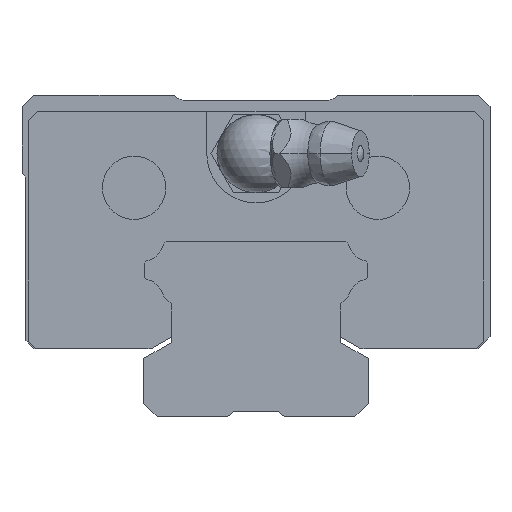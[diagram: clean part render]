
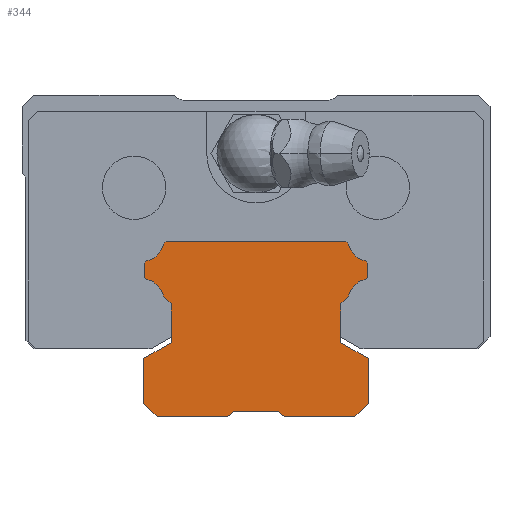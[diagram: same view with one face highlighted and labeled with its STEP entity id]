
A CAD part, front view. The second image highlights one B-rep face of the part: STEP entity #344.
In plain terms, the highlighted planar face has unit normal (0, -1, 0).
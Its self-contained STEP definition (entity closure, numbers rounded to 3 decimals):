
#344=ADVANCED_FACE('',(#728),#729,.T.);
#728=FACE_OUTER_BOUND('',#1198,.T.);
#729=PLANE('',#1199);
#1198=EDGE_LOOP('',(#2647,#2648,#2649,#2650,#2651,#2652,#2653,#2654,#2655,#2656,#2657,#2658,#2659,#2660,#2661,#2662,#2663,#2664,#2665,#2666,#2667,#2668,#2669,#2670,#2671,#2672,#2673,#2674));
#1199=AXIS2_PLACEMENT_3D('',#2675,#2676,#2677);
#2647=ORIENTED_EDGE('',*,*,#3218,.T.);
#2648=ORIENTED_EDGE('',*,*,#3299,.T.);
#2649=ORIENTED_EDGE('',*,*,#3318,.F.);
#2650=ORIENTED_EDGE('',*,*,#3282,.T.);
#2651=ORIENTED_EDGE('',*,*,#3249,.T.);
#2652=ORIENTED_EDGE('',*,*,#3319,.T.);
#2653=ORIENTED_EDGE('',*,*,#3287,.F.);
#2654=ORIENTED_EDGE('',*,*,#3320,.T.);
#2655=ORIENTED_EDGE('',*,*,#3254,.T.);
#2656=ORIENTED_EDGE('',*,*,#3321,.T.);
#2657=ORIENTED_EDGE('',*,*,#3294,.F.);
#2658=ORIENTED_EDGE('',*,*,#3317,.F.);
#2659=ORIENTED_EDGE('',*,*,#3297,.T.);
#2660=ORIENTED_EDGE('',*,*,#3243,.F.);
#2661=ORIENTED_EDGE('',*,*,#3322,.F.);
#2662=ORIENTED_EDGE('',*,*,#3323,.F.);
#2663=ORIENTED_EDGE('',*,*,#3324,.F.);
#2664=ORIENTED_EDGE('',*,*,#3290,.F.);
#2665=ORIENTED_EDGE('',*,*,#3315,.T.);
#2666=ORIENTED_EDGE('',*,*,#3325,.F.);
#2667=ORIENTED_EDGE('',*,*,#3326,.T.);
#2668=ORIENTED_EDGE('',*,*,#3224,.F.);
#2669=ORIENTED_EDGE('',*,*,#3307,.F.);
#2670=ORIENTED_EDGE('',*,*,#3327,.F.);
#2671=ORIENTED_EDGE('',*,*,#3328,.F.);
#2672=ORIENTED_EDGE('',*,*,#3288,.T.);
#2673=ORIENTED_EDGE('',*,*,#3256,.T.);
#2674=ORIENTED_EDGE('',*,*,#3329,.F.);
#2675=CARTESIAN_POINT('',(-11.656,-110.0,17.556));
#2676=DIRECTION('',(0.0,-1.0,0.0));
#2677=DIRECTION('',(0.0,0.0,-1.0));
#3218=EDGE_CURVE('',#4001,#3999,#4002,.T.);
#3224=EDGE_CURVE('',#4012,#4013,#4014,.T.);
#3243=EDGE_CURVE('',#4041,#4042,#4043,.T.);
#3249=EDGE_CURVE('',#4051,#4052,#4053,.T.);
#3254=EDGE_CURVE('',#4061,#4059,#4062,.T.);
#3256=EDGE_CURVE('',#4064,#4065,#4066,.T.);
#3282=EDGE_CURVE('',#4110,#4051,#4111,.T.);
#3287=EDGE_CURVE('',#4116,#4114,#4118,.T.);
#3288=EDGE_CURVE('',#4119,#4064,#4120,.T.);
#3290=EDGE_CURVE('',#4122,#4123,#4124,.T.);
#3294=EDGE_CURVE('',#4128,#4129,#4130,.T.);
#3297=EDGE_CURVE('',#4133,#4042,#4134,.T.);
#3299=EDGE_CURVE('',#3999,#4136,#4137,.T.);
#3307=EDGE_CURVE('',#4147,#4012,#4148,.T.);
#3315=EDGE_CURVE('',#4122,#4156,#4157,.T.);
#3317=EDGE_CURVE('',#4133,#4128,#4159,.T.);
#3318=EDGE_CURVE('',#4110,#4136,#4160,.T.);
#3319=EDGE_CURVE('',#4052,#4114,#4161,.T.);
#3320=EDGE_CURVE('',#4116,#4061,#4162,.T.);
#3321=EDGE_CURVE('',#4059,#4129,#4163,.T.);
#3322=EDGE_CURVE('',#4164,#4041,#4165,.T.);
#3323=EDGE_CURVE('',#4166,#4164,#4167,.T.);
#3324=EDGE_CURVE('',#4123,#4166,#4168,.T.);
#3325=EDGE_CURVE('',#4169,#4156,#4170,.T.);
#3326=EDGE_CURVE('',#4169,#4013,#4171,.T.);
#3327=EDGE_CURVE('',#4172,#4147,#4173,.T.);
#3328=EDGE_CURVE('',#4119,#4172,#4174,.T.);
#3329=EDGE_CURVE('',#4001,#4065,#4175,.T.);
#3999=VERTEX_POINT('',#5258);
#4001=VERTEX_POINT('',#5261);
#4002=LINE('',#5262,#5263);
#4012=VERTEX_POINT('',#5277);
#4013=VERTEX_POINT('',#5278);
#4014=LINE('',#5279,#5280);
#4041=VERTEX_POINT('',#5310);
#4042=VERTEX_POINT('',#5311);
#4043=LINE('',#5312,#5313);
#4051=VERTEX_POINT('',#5326);
#4052=VERTEX_POINT('',#5327);
#4053=LINE('',#5328,#5329);
#4059=VERTEX_POINT('',#5338);
#4061=VERTEX_POINT('',#5341);
#4062=LINE('',#5342,#5343);
#4064=VERTEX_POINT('',#5346);
#4065=VERTEX_POINT('',#5347);
#4066=LINE('',#5348,#5349);
#4110=VERTEX_POINT('',#5414);
#4111=LINE('',#5415,#5416);
#4114=VERTEX_POINT('',#5420);
#4116=VERTEX_POINT('',#5423);
#4118=LINE('',#5426,#5427);
#4119=VERTEX_POINT('',#5428);
#4120=LINE('',#5429,#5430);
#4122=VERTEX_POINT('',#5433);
#4123=VERTEX_POINT('',#5434);
#4124=LINE('',#5435,#5436);
#4128=VERTEX_POINT('',#5442);
#4129=VERTEX_POINT('',#5443);
#4130=LINE('',#5444,#5445);
#4133=VERTEX_POINT('',#5450);
#4134=LINE('',#5451,#5452);
#4136=VERTEX_POINT('',#5455);
#4137=LINE('',#5456,#5457);
#4147=VERTEX_POINT('',#5468);
#4148=LINE('',#5469,#5470);
#4156=VERTEX_POINT('',#5480);
#4157=LINE('',#5481,#5482);
#4159=LINE('',#5485,#5486);
#4160=LINE('',#5487,#5488);
#4161=LINE('',#5489,#5490);
#4162=LINE('',#5491,#5492);
#4163=LINE('',#5493,#5494);
#4164=VERTEX_POINT('',#5495);
#4165=LINE('',#5496,#5497);
#4166=VERTEX_POINT('',#5498);
#4167=CIRCLE('',#5499,2.2);
#4168=LINE('',#5500,#5501);
#4169=VERTEX_POINT('',#5502);
#4170=CIRCLE('',#5503,2.2);
#4171=LINE('',#5504,#5505);
#4172=VERTEX_POINT('',#5506);
#4173=CIRCLE('',#5507,2.2);
#4174=LINE('',#5508,#5509);
#4175=CIRCLE('',#5510,2.2);
#5258=CARTESIAN_POINT('',(-8.7,-110.0,10.991));
#5261=CARTESIAN_POINT('',(-9.503,-110.0,11.794));
#5262=CARTESIAN_POINT('',(-9.503,-110.0,11.794));
#5263=VECTOR('',#6139,1000.0);
#5277=CARTESIAN_POINT('',(-9.209,-110.0,17.4));
#5278=CARTESIAN_POINT('',(9.209,-110.0,17.4));
#5279=CARTESIAN_POINT('',(-11.656,-110.0,17.4));
#5280=VECTOR('',#6147,1000.0);
#5310=CARTESIAN_POINT('',(8.7,-110.0,10.991));
#5311=CARTESIAN_POINT('',(8.7,-110.0,7.017));
#5312=CARTESIAN_POINT('',(8.7,-110.0,7.594));
#5313=VECTOR('',#6196,1000.0);
#5326=CARTESIAN_POINT('',(-11.5,-110.0,0.75));
#5327=CARTESIAN_POINT('',(-10.15,-110.0,-0.6));
#5328=CARTESIAN_POINT('',(-11.5,-110.0,0.75));
#5329=VECTOR('',#6202,1000.0);
#5338=CARTESIAN_POINT('',(2.9,-110.0,-0.6));
#5341=CARTESIAN_POINT('',(2.3,-110.0,0.0));
#5342=CARTESIAN_POINT('',(2.3,-110.0,0.0));
#5343=VECTOR('',#6207,1000.0);
#5346=CARTESIAN_POINT('',(-11.43,-110.0,13.721));
#5347=CARTESIAN_POINT('',(-11.206,-110.0,13.497));
#5348=CARTESIAN_POINT('',(-11.43,-110.0,13.721));
#5349=VECTOR('',#6209,1000.0);
#5414=CARTESIAN_POINT('',(-11.5,-110.0,5.4));
#5415=CARTESIAN_POINT('',(-11.5,-110.0,5.4));
#5416=VECTOR('',#6243,1000.0);
#5420=CARTESIAN_POINT('',(-2.9,-110.0,-0.6));
#5423=CARTESIAN_POINT('',(-2.3,-110.0,0.0));
#5426=CARTESIAN_POINT('',(-2.3,-110.0,0.0));
#5427=VECTOR('',#6250,1000.0);
#5428=CARTESIAN_POINT('',(-11.43,-110.0,15.179));
#5429=CARTESIAN_POINT('',(-11.43,-110.0,15.179));
#5430=VECTOR('',#6251,1000.0);
#5433=CARTESIAN_POINT('',(11.43,-110.0,15.179));
#5434=CARTESIAN_POINT('',(11.43,-110.0,13.721));
#5435=CARTESIAN_POINT('',(11.43,-110.0,15.179));
#5436=VECTOR('',#6253,1000.0);
#5442=CARTESIAN_POINT('',(11.5,-110.0,0.75));
#5443=CARTESIAN_POINT('',(10.15,-110.0,-0.6));
#5444=CARTESIAN_POINT('',(11.5,-110.0,0.75));
#5445=VECTOR('',#6259,1000.0);
#5450=CARTESIAN_POINT('',(11.5,-110.0,5.4));
#5451=CARTESIAN_POINT('',(11.5,-110.0,5.4));
#5452=VECTOR('',#6262,1000.0);
#5455=CARTESIAN_POINT('',(-8.7,-110.0,7.017));
#5456=CARTESIAN_POINT('',(-8.7,-110.0,7.594));
#5457=VECTOR('',#6264,1000.0);
#5468=CARTESIAN_POINT('',(-9.503,-110.0,17.106));
#5469=CARTESIAN_POINT('',(-9.503,-110.0,17.106));
#5470=VECTOR('',#6284,1000.0);
#5480=CARTESIAN_POINT('',(11.206,-110.0,15.403));
#5481=CARTESIAN_POINT('',(11.43,-110.0,15.179));
#5482=VECTOR('',#6302,1000.0);
#5485=CARTESIAN_POINT('',(11.5,-110.0,5.4));
#5486=VECTOR('',#6304,1000.0);
#5487=CARTESIAN_POINT('',(-11.5,-110.0,5.4));
#5488=VECTOR('',#6305,1000.0);
#5489=CARTESIAN_POINT('',(-10.15,-110.0,-0.6));
#5490=VECTOR('',#6306,1000.0);
#5491=CARTESIAN_POINT('',(-2.3,-110.0,0.0));
#5492=VECTOR('',#6307,1000.0);
#5493=CARTESIAN_POINT('',(2.9,-110.0,-0.6));
#5494=VECTOR('',#6308,1000.0);
#5495=CARTESIAN_POINT('',(9.503,-110.0,11.794));
#5496=CARTESIAN_POINT('',(9.503,-110.0,11.794));
#5497=VECTOR('',#6309,1000.0);
#5498=CARTESIAN_POINT('',(11.206,-110.0,13.497));
#5499=AXIS2_PLACEMENT_3D('',#6310,#6311,#6312);
#5500=CARTESIAN_POINT('',(11.43,-110.0,13.721));
#5501=VECTOR('',#6313,1000.0);
#5502=CARTESIAN_POINT('',(9.503,-110.0,17.106));
#5503=AXIS2_PLACEMENT_3D('',#6314,#6315,#6316);
#5504=CARTESIAN_POINT('',(9.503,-110.0,17.106));
#5505=VECTOR('',#6317,1000.0);
#5506=CARTESIAN_POINT('',(-11.206,-110.0,15.403));
#5507=AXIS2_PLACEMENT_3D('',#6318,#6319,#6320);
#5508=CARTESIAN_POINT('',(-11.43,-110.0,15.179));
#5509=VECTOR('',#6321,1000.0);
#5510=AXIS2_PLACEMENT_3D('',#6322,#6323,#6324);
#6139=DIRECTION('',(0.707,0.0,-0.707));
#6147=DIRECTION('',(1.0,0.0,0.0));
#6196=DIRECTION('',(0.0,0.0,-1.0));
#6202=DIRECTION('',(0.707,0.0,-0.707));
#6207=DIRECTION('',(0.707,0.0,-0.707));
#6209=DIRECTION('',(0.707,0.0,-0.707));
#6243=DIRECTION('',(0.0,0.0,-1.0));
#6250=DIRECTION('',(-0.707,0.0,-0.707));
#6251=DIRECTION('',(0.0,0.0,-1.0));
#6253=DIRECTION('',(0.0,0.0,-1.0));
#6259=DIRECTION('',(-0.707,0.0,-0.707));
#6262=DIRECTION('',(-0.866,0.0,0.5));
#6264=DIRECTION('',(0.0,0.0,-1.0));
#6284=DIRECTION('',(0.707,0.0,0.707));
#6302=DIRECTION('',(-0.707,0.0,0.707));
#6304=DIRECTION('',(0.0,0.0,-1.0));
#6305=DIRECTION('',(0.866,0.0,0.5));
#6306=DIRECTION('',(1.0,0.0,0.0));
#6307=DIRECTION('',(1.0,0.0,0.0));
#6308=DIRECTION('',(1.0,0.0,0.0));
#6309=DIRECTION('',(-0.707,0.0,-0.707));
#6310=CARTESIAN_POINT('',(11.656,-110.0,11.344));
#6311=DIRECTION('',(0.0,-1.0,0.0));
#6312=DIRECTION('',(1.0,0.0,0.0));
#6313=DIRECTION('',(-0.707,0.0,-0.707));
#6314=CARTESIAN_POINT('',(11.656,-110.0,17.556));
#6315=DIRECTION('',(0.0,-1.0,0.0));
#6316=DIRECTION('',(1.0,0.0,0.0));
#6317=DIRECTION('',(-0.707,0.0,0.707));
#6318=CARTESIAN_POINT('',(-11.656,-110.0,17.556));
#6319=DIRECTION('',(0.0,-1.0,0.0));
#6320=DIRECTION('',(1.0,0.0,0.0));
#6321=DIRECTION('',(0.707,0.0,0.707));
#6322=CARTESIAN_POINT('',(-11.656,-110.0,11.344));
#6323=DIRECTION('',(0.0,-1.0,0.0));
#6324=DIRECTION('',(1.0,0.0,0.0));
